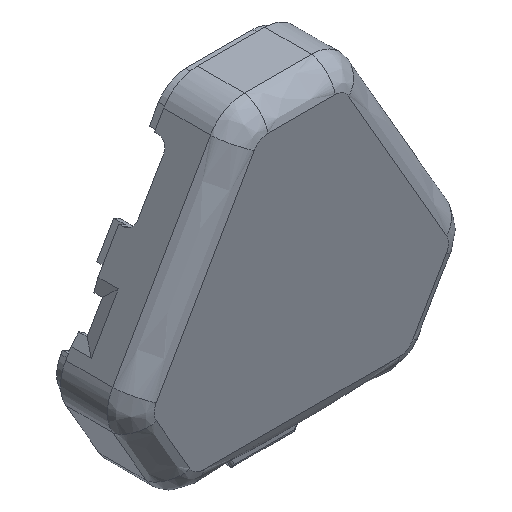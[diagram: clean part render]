
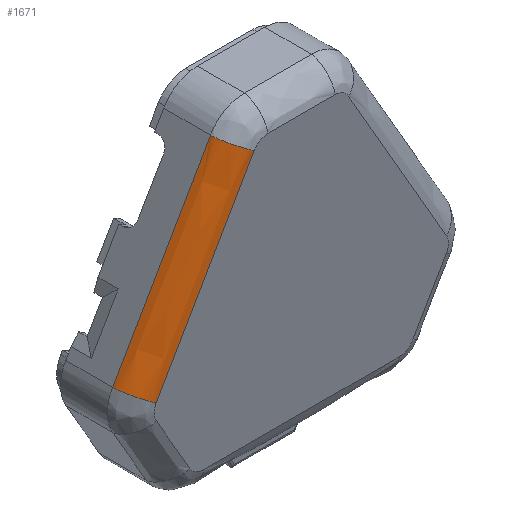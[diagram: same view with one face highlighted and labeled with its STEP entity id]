
A CAD part, isometric view. The second image highlights one B-rep face of the part: STEP entity #1671.
In plain terms, the highlighted free-form (B-spline) face has degree [2, 3] with [3, 4] control points.
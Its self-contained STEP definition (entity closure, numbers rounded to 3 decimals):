
#102 = CARTESIAN_POINT ( 'NONE',  ( -21.161, 3., -2.252 ) ) ;
#237 = B_SPLINE_CURVE_WITH_KNOTS ( 'NONE', 3,
 ( #971, #627, #1947, #4491 ),
 .UNSPECIFIED., .F., .F.,
 ( 4, 4 ),
 ( 0., 1. ),
 .UNSPECIFIED. ) ;
#266 = CARTESIAN_POINT ( 'NONE',  ( -10.209, 0., 10.717 ) ) ;
#289 = VERTEX_POINT ( 'NONE', #1800 ) ;
#526 = CARTESIAN_POINT ( 'NONE',  ( -18.563, 0., -3.752 ) ) ;
#624 = CARTESIAN_POINT ( 'NONE',  ( -18.563, 0., -3.752 ) ) ;
#627 = CARTESIAN_POINT ( 'NONE',  ( -10.209, 0., 10.717 ) ) ;
#669 =( BOUNDED_CURVE ( )  B_SPLINE_CURVE ( 2, ( #102, #2707, #526 ),
 .UNSPECIFIED., .F., .F. ) 
 B_SPLINE_CURVE_WITH_KNOTS ( ( 3, 3 ),
 ( 0., 1. ),
 .UNSPECIFIED. ) 
 CURVE ( )  GEOMETRIC_REPRESENTATION_ITEM ( )  RATIONAL_B_SPLINE_CURVE ( ( 1., 0.424, 1. ) ) 
 REPRESENTATION_ITEM ( '' )  );
#728 = CARTESIAN_POINT ( 'NONE',  ( -8.63, 3., 19.452 ) ) ;
#971 = CARTESIAN_POINT ( 'NONE',  ( -6.032, 0., 17.952 ) ) ;
#1190 = ORIENTED_EDGE ( 'NONE', *, *, #2087, .F. ) ;
#1326 = CARTESIAN_POINT ( 'NONE',  ( -6.032, 0., 17.952 ) ) ;
#1369 =( BOUNDED_SURFACE ( )  B_SPLINE_SURFACE ( 2, 3, ( 
 ( #3731, #4583, #2788, #4185 ),
 ( #3805, #4250, #1998, #1663 ),
 ( #624, #3478, #266, #1326 ) ),
 .UNSPECIFIED., .F., .F., .T. ) 
 B_SPLINE_SURFACE_WITH_KNOTS ( ( 3, 3 ),
 ( 4, 4 ),
 ( 0., 1. ),
 ( -0.013, 0.013 ),
 .UNSPECIFIED. ) 
 GEOMETRIC_REPRESENTATION_ITEM ( )  RATIONAL_B_SPLINE_SURFACE ( (
 ( 1., 1., 1., 1.),
 ( 0.424, 0.424, 0.424, 0.424),
 ( 1., 1., 1., 1.) ) ) 
 REPRESENTATION_ITEM ( '' )  SURFACE ( )  );
#1413 = VERTEX_POINT ( 'NONE', #3892 ) ;
#1419 = CARTESIAN_POINT ( 'NONE',  ( -16.984, 3., 4.983 ) ) ;
#1663 = CARTESIAN_POINT ( 'NONE',  ( -8.63, 0., 19.452 ) ) ;
#1671 = ADVANCED_FACE ( 'NONE', ( #3019 ), #1369, .T. ) ;
#1800 = CARTESIAN_POINT ( 'NONE',  ( -8.63, 3., 19.452 ) ) ;
#1876 =( BOUNDED_CURVE ( )  B_SPLINE_CURVE ( 2, ( #2111, #4331, #3523 ),
 .UNSPECIFIED., .F., .T. ) 
 B_SPLINE_CURVE_WITH_KNOTS ( ( 3, 3 ),
 ( 0., 1. ),
 .UNSPECIFIED. ) 
 CURVE ( )  GEOMETRIC_REPRESENTATION_ITEM ( )  RATIONAL_B_SPLINE_CURVE ( ( 1., 0.424, 1. ) ) 
 REPRESENTATION_ITEM ( '' )  );
#1947 = CARTESIAN_POINT ( 'NONE',  ( -14.386, 0., 3.483 ) ) ;
#1998 = CARTESIAN_POINT ( 'NONE',  ( -12.807, 0., 12.217 ) ) ;
#2087 = EDGE_CURVE ( 'NONE', #1413, #289, #3173, .T. ) ;
#2111 = CARTESIAN_POINT ( 'NONE',  ( -8.63, 3., 19.452 ) ) ;
#2426 = ORIENTED_EDGE ( 'NONE', *, *, #3956, .F. ) ;
#2540 = ORIENTED_EDGE ( 'NONE', *, *, #2969, .T. ) ;
#2707 = CARTESIAN_POINT ( 'NONE',  ( -21.161, 0., -2.252 ) ) ;
#2788 = CARTESIAN_POINT ( 'NONE',  ( -12.807, 3., 12.217 ) ) ;
#2969 = EDGE_CURVE ( 'NONE', #1413, #4251, #669, .T. ) ;
#3019 = FACE_OUTER_BOUND ( 'NONE', #4320, .T. ) ;
#3103 = CARTESIAN_POINT ( 'NONE',  ( -18.563, 0., -3.752 ) ) ;
#3173 = B_SPLINE_CURVE_WITH_KNOTS ( 'NONE', 3,
 ( #3584, #1419, #3869, #728 ),
 .UNSPECIFIED., .F., .F.,
 ( 4, 4 ),
 ( 0., 1. ),
 .UNSPECIFIED. ) ;
#3478 = CARTESIAN_POINT ( 'NONE',  ( -14.386, 0., 3.483 ) ) ;
#3523 = CARTESIAN_POINT ( 'NONE',  ( -6.032, 0., 17.952 ) ) ;
#3584 = CARTESIAN_POINT ( 'NONE',  ( -21.161, 3., -2.252 ) ) ;
#3731 = CARTESIAN_POINT ( 'NONE',  ( -21.161, 3., -2.252 ) ) ;
#3805 = CARTESIAN_POINT ( 'NONE',  ( -21.161, 0., -2.252 ) ) ;
#3869 = CARTESIAN_POINT ( 'NONE',  ( -12.807, 3., 12.217 ) ) ;
#3892 = CARTESIAN_POINT ( 'NONE',  ( -21.161, 3., -2.252 ) ) ;
#3956 = EDGE_CURVE ( 'NONE', #289, #4153, #1876, .T. ) ;
#4153 = VERTEX_POINT ( 'NONE', #4404 ) ;
#4159 = ORIENTED_EDGE ( 'NONE', *, *, #4280, .F. ) ;
#4185 = CARTESIAN_POINT ( 'NONE',  ( -8.63, 3., 19.452 ) ) ;
#4250 = CARTESIAN_POINT ( 'NONE',  ( -16.984, 0., 4.983 ) ) ;
#4251 = VERTEX_POINT ( 'NONE', #3103 ) ;
#4280 = EDGE_CURVE ( 'NONE', #4153, #4251, #237, .T. ) ;
#4320 = EDGE_LOOP ( 'NONE', ( #2540, #4159, #2426, #1190 ) ) ;
#4331 = CARTESIAN_POINT ( 'NONE',  ( -8.63, 0., 19.452 ) ) ;
#4404 = CARTESIAN_POINT ( 'NONE',  ( -6.032, 0., 17.952 ) ) ;
#4491 = CARTESIAN_POINT ( 'NONE',  ( -18.563, 0., -3.752 ) ) ;
#4583 = CARTESIAN_POINT ( 'NONE',  ( -16.984, 3., 4.983 ) ) ;
